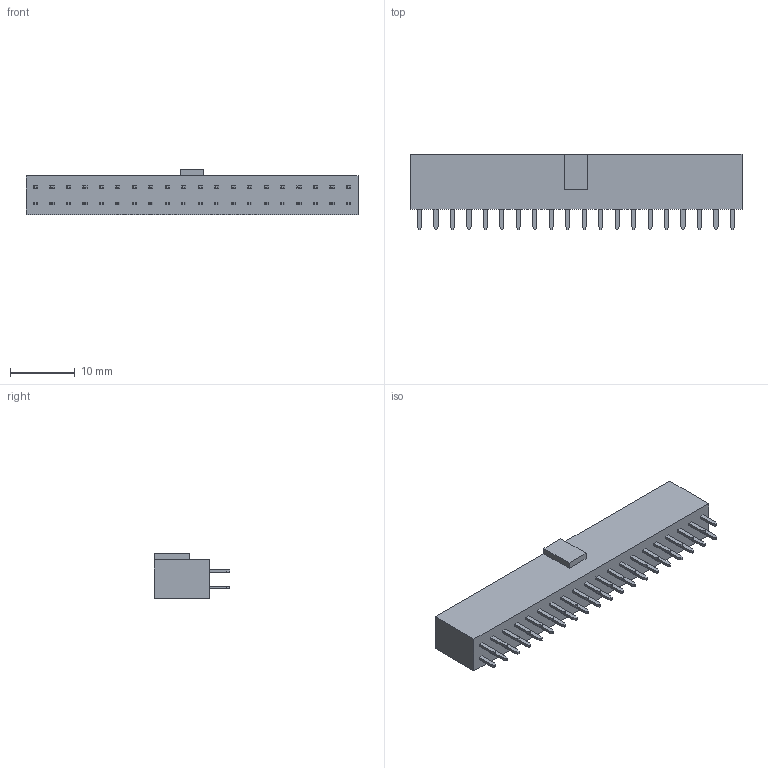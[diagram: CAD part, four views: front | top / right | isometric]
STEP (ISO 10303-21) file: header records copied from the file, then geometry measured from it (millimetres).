
FILE_DESCRIPTION( ('This file contains a STEP AP42 implementation' ,'as created by ZW3D STEP Interface translator.') ,'2;1' );
FILE_NAME( '2185-2XXSXXCYNX4.stp' ,'23 5 4.105117', (''), ('ZWCAD Software Co.'), 'Version 1.0', 'ZW3D to STEP translator', '' );
FILE_SCHEMA(('AUTOMOTIVE_DESIGN { 1 0 10303 214 1 1 1 1 }'));
Length unit declared in the file: millimetre
Products named in the file (2): 0; 2185-220SXXCYNX3
Bounding box: 51.2 x 11.65 x 7 mm (x, y, z)
Volume: 2382.2 mm3; surface area: 4707.8 mm2
Topology: 1 solids, 1 shells, 2690 faces, 7868 edges, 5140 vertices
Faces by surface type: plane 2330, cylinder 200, bspline 160
Entity records: 116096 total; most frequent: CARTESIAN_POINT 56069, ORIENTED_EDGE 15736, EDGE_CURVE 7868, B_SPLINE_CURVE_WITH_KNOTS 6906, DIRECTION 6024, VERTEX_POINT 5140, EDGE_LOOP 2970, FACE_OUTER_BOUND 2690
